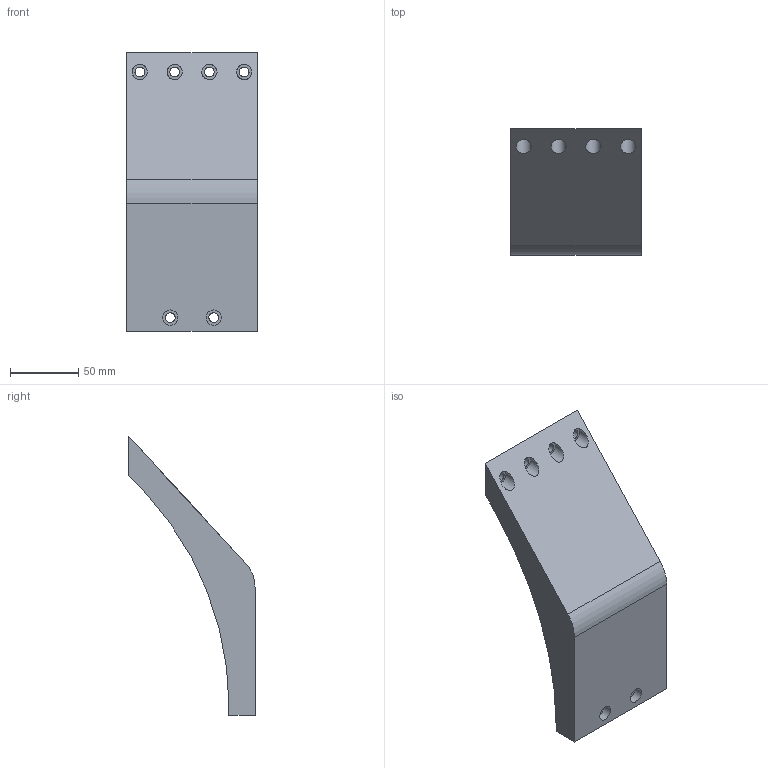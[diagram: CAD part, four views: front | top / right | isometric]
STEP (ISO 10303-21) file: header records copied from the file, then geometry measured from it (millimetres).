
FILE_DESCRIPTION(/* description */ (''),/* implementation_level */ '2;1');
FILE_NAME(/* name */ 'Upright v5.step',/* time_stamp */ '2024-06-08T17:44:23-04:00',/* author */ (''),/* organization */ (''),/* preprocessor_version */ 'ST-DEVELOPER v20',/* originating_system */ 'Autodesk Translation Framework v13.14.0.145',/* authorisation */ '');
FILE_SCHEMA (('AUTOMOTIVE_DESIGN { 1 0 10303 214 3 1 1 }'));
Length unit declared in the file: inch
Products named in the file (1): Upright
Bounding box: 95.25 x 92.08 x 203.2 mm (x, y, z)
Volume: 485790 mm3; surface area: 58005.9 mm2
Topology: 1 solids, 1 shells, 28 faces, 66 edges, 44 vertices
Faces by surface type: cylinder 14, plane 14
Full cylindrical faces by diameter (mm): 7.137 x6, 11.112 x6
Entity records: 929 total; most frequent: CARTESIAN_POINT 199, DIRECTION 148, ORIENTED_EDGE 132, EDGE_CURVE 66, AXIS2_PLACEMENT_3D 57, EDGE_LOOP 44, VERTEX_POINT 44, LINE 34
